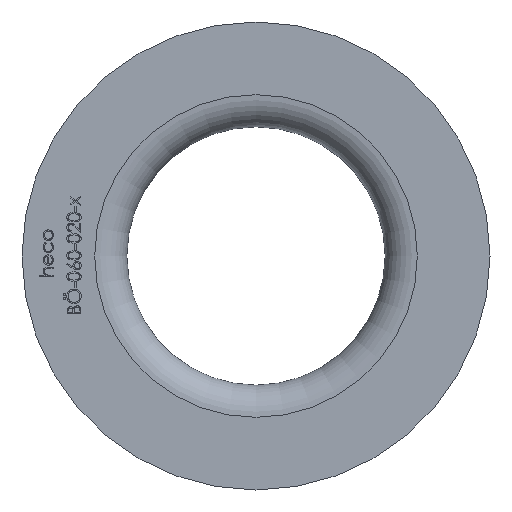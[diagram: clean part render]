
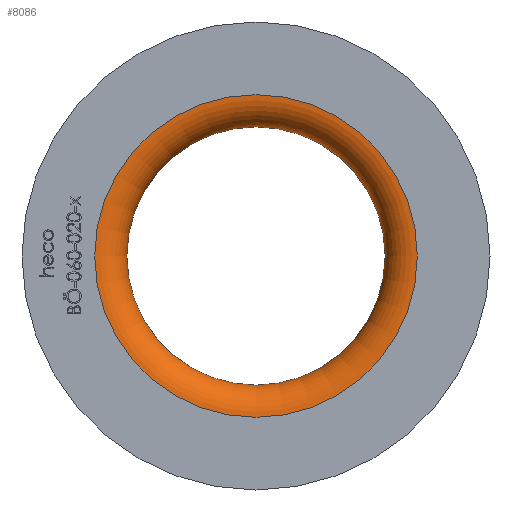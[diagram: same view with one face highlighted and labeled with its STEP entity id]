
A CAD part, left-side view. The second image highlights one B-rep face of the part: STEP entity #8086.
In plain terms, the highlighted toroidal (fillet/blend) face has major radius 35.15 mm and minor radius 7 mm.
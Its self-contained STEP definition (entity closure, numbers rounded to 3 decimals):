
#489 = ORIENTED_EDGE ( 'NONE', *, *, #8010, .F. ) ;
#1505 = VERTEX_POINT ( 'NONE', #5087 ) ;
#1584 = EDGE_CURVE ( 'NONE', #1505, #1505, #8594, .T. ) ;
#1771 = DIRECTION ( 'NONE',  ( 0., 0., 1. ) ) ;
#2497 = AXIS2_PLACEMENT_3D ( 'NONE', #15377, #14120, #9237 ) ;
#2734 = CARTESIAN_POINT ( 'NONE',  ( 0., 0., 0. ) ) ;
#2830 = DIRECTION ( 'NONE',  ( 0., 0., 1. ) ) ;
#3867 = CARTESIAN_POINT ( 'NONE',  ( 7., 0., 0. ) ) ;
#5087 = CARTESIAN_POINT ( 'NONE',  ( 0., 0., 35.15 ) ) ;
#5621 = FACE_OUTER_BOUND ( 'NONE', #11800, .T. ) ;
#8010 = EDGE_CURVE ( 'NONE', #13453, #13453, #12598, .T. ) ;
#8086 = ADVANCED_FACE ( 'NONE', ( #5621, #15139 ), #9326, .T. ) ;
#8594 = CIRCLE ( 'NONE', #12601, 35.15 ) ;
#9005 = DIRECTION ( 'NONE',  ( -1., 0., 0. ) ) ;
#9237 = DIRECTION ( 'NONE',  ( 0., 0., 1. ) ) ;
#9326 = TOROIDAL_SURFACE ( 'NONE', #2497, 35.15, 7. ) ;
#9679 = ORIENTED_EDGE ( 'NONE', *, *, #1584, .T. ) ;
#10096 = EDGE_LOOP ( 'NONE', ( #9679 ) ) ;
#11084 = CARTESIAN_POINT ( 'NONE',  ( 7., 0., 28.15 ) ) ;
#11800 = EDGE_LOOP ( 'NONE', ( #489 ) ) ;
#12598 = CIRCLE ( 'NONE', #14848, 28.15 ) ;
#12601 = AXIS2_PLACEMENT_3D ( 'NONE', #2734, #12608, #1771 ) ;
#12608 = DIRECTION ( 'NONE',  ( -1., 0., 0. ) ) ;
#13453 = VERTEX_POINT ( 'NONE', #11084 ) ;
#14120 = DIRECTION ( 'NONE',  ( -1., 0., 0. ) ) ;
#14848 = AXIS2_PLACEMENT_3D ( 'NONE', #3867, #9005, #2830 ) ;
#15139 = FACE_OUTER_BOUND ( 'NONE', #10096, .T. ) ;
#15377 = CARTESIAN_POINT ( 'NONE',  ( 7., 0., 0. ) ) ;
